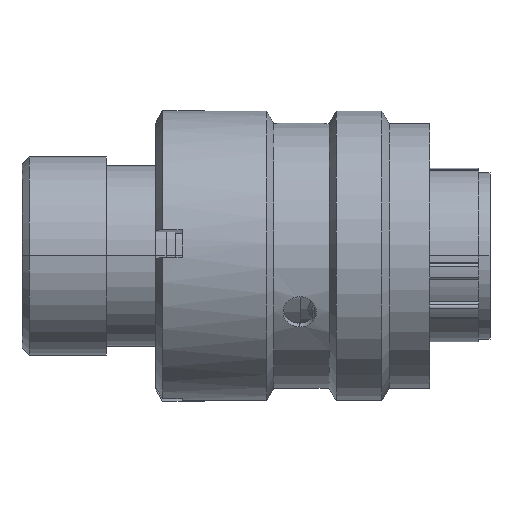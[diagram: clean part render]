
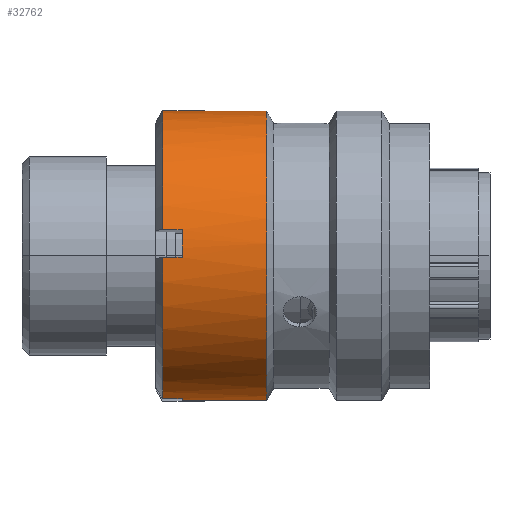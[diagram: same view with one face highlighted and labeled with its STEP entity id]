
A CAD part, top view. The second image highlights one B-rep face of the part: STEP entity #32762.
In plain terms, the highlighted cylindrical face has radius 10.35 mm (diameter 20.7 mm), a partial arc.
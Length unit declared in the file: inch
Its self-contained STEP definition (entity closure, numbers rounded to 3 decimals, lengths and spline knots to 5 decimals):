
#2652 = CYLINDRICAL_SURFACE ( 'NONE', #4261, 0.40748 ) ;
#2653 = FACE_OUTER_BOUND ( 'NONE', #10001, .T. ) ;
#2654 = CARTESIAN_POINT ( 'NONE',  ( 1.14449, 0., 0. ) ) ;
#4261 = AXIS2_PLACEMENT_3D ( 'NONE', #2654, #23781, #23782 ) ;
#5297 = CARTESIAN_POINT ( 'NONE',  ( 0.44961, -0.40077, 0.07362 ) ) ;
#5318 = CARTESIAN_POINT ( 'NONE',  ( 0.44961, -0.40601, 0.03455 ) ) ;
#6869 = EDGE_CURVE ( 'NONE', #30787, #19691, #31455, .T. ) ;
#6870 = EDGE_CURVE ( 'NONE', #45813, #19691, #8385, .T. ) ;
#6871 = EDGE_CURVE ( 'NONE', #19755, #45813, #31462, .T. ) ;
#6872 = EDGE_CURVE ( 'NONE', #19755, #45818, #8371, .T. ) ;
#6873 = EDGE_CURVE ( 'NONE', #45818, #19807, #31468, .T. ) ;
#6874 = EDGE_CURVE ( 'NONE', #19820, #19807, #8391, .T. ) ;
#6875 = EDGE_CURVE ( 'NONE', #45793, #19820, #31472, .T. ) ;
#6876 = EDGE_CURVE ( 'NONE', #45793, #19717, #8463, .T. ) ;
#6877 = EDGE_CURVE ( 'NONE', #19717, #45836, #31474, .T. ) ;
#6878 = EDGE_CURVE ( 'NONE', #30808, #19742, #31481, .T. ) ;
#6879 = EDGE_CURVE ( 'NONE', #30808, #30787, #8459, .T. ) ;
#6881 = EDGE_CURVE ( 'NONE', #45836, #19742, #8460, .T. ) ;
#8367 = VECTOR ( 'NONE', #31479, 39.37008 ) ;
#8368 = VECTOR ( 'NONE', #31466, 39.37008 ) ;
#8370 = AXIS2_PLACEMENT_3D ( 'NONE', #31469, #31470, #31471 ) ;
#8371 = CIRCLE ( 'NONE', #8370, 0.40748 ) ;
#8373 = VECTOR ( 'NONE', #31473, 39.37008 ) ;
#8382 = AXIS2_PLACEMENT_3D ( 'NONE', #31463, #31464, #31465 ) ;
#8385 = CIRCLE ( 'NONE', #8382, 0.40748 ) ;
#8388 = VECTOR ( 'NONE', #31460, 39.37008 ) ;
#8391 = CIRCLE ( 'NONE', #8464, 0.40748 ) ;
#8454 = AXIS2_PLACEMENT_3D ( 'NONE', #31497, #31498, #31499 ) ;
#8457 = AXIS2_PLACEMENT_3D ( 'NONE', #31489, #31490, #31491 ) ;
#8459 = CIRCLE ( 'NONE', #8457, 0.40748 ) ;
#8460 = CIRCLE ( 'NONE', #8454, 0.40748 ) ;
#8461 = AXIS2_PLACEMENT_3D ( 'NONE', #31482, #31483, #31484 ) ;
#8462 = VECTOR ( 'NONE', #31486, 39.37008 ) ;
#8463 = CIRCLE ( 'NONE', #8461, 0.40748 ) ;
#8464 = AXIS2_PLACEMENT_3D ( 'NONE', #31476, #31477, #31478 ) ;
#8465 = VECTOR ( 'NONE', #31488, 39.37008 ) ;
#10001 = EDGE_LOOP ( 'NONE', ( #10469, #10470, #10471, #10472, #10473, #10474, #10475, #10476, #10477, #10478, #10479, #10480 ) ) ;
#10469 = ORIENTED_EDGE ( 'NONE', *, *, #6879, .F. ) ;
#10470 = ORIENTED_EDGE ( 'NONE', *, *, #6878, .T. ) ;
#10471 = ORIENTED_EDGE ( 'NONE', *, *, #6881, .F. ) ;
#10472 = ORIENTED_EDGE ( 'NONE', *, *, #6877, .F. ) ;
#10473 = ORIENTED_EDGE ( 'NONE', *, *, #6876, .F. ) ;
#10474 = ORIENTED_EDGE ( 'NONE', *, *, #6875, .T. ) ;
#10475 = ORIENTED_EDGE ( 'NONE', *, *, #6874, .T. ) ;
#10476 = ORIENTED_EDGE ( 'NONE', *, *, #6873, .F. ) ;
#10477 = ORIENTED_EDGE ( 'NONE', *, *, #6872, .F. ) ;
#10478 = ORIENTED_EDGE ( 'NONE', *, *, #6871, .T. ) ;
#10479 = ORIENTED_EDGE ( 'NONE', *, *, #6870, .T. ) ;
#10480 = ORIENTED_EDGE ( 'NONE', *, *, #6869, .F. ) ;
#19691 = VERTEX_POINT ( 'NONE', #20543 ) ;
#19717 = VERTEX_POINT ( 'NONE', #20569 ) ;
#19742 = VERTEX_POINT ( 'NONE', #20594 ) ;
#19755 = VERTEX_POINT ( 'NONE', #20607 ) ;
#19807 = VERTEX_POINT ( 'NONE', #20659 ) ;
#19820 = VERTEX_POINT ( 'NONE', #20672 ) ;
#20543 = CARTESIAN_POINT ( 'NONE',  ( 0.39449, -0.40077, 0.07362 ) ) ;
#20569 = CARTESIAN_POINT ( 'NONE',  ( 0.44961, 0.40601, -0.03455 ) ) ;
#20594 = CARTESIAN_POINT ( 'NONE',  ( 0.68661, -0.40601, 0.03455 ) ) ;
#20607 = CARTESIAN_POINT ( 'NONE',  ( 0.44961, -0.00484, 0.40745 ) ) ;
#20659 = CARTESIAN_POINT ( 'NONE',  ( 0.39449, 0.07362, 0.40077 ) ) ;
#20672 = CARTESIAN_POINT ( 'NONE',  ( 0.39449, 0.40745, 0.00484 ) ) ;
#23781 = DIRECTION ( 'NONE',  ( 1., 0., 0. ) ) ;
#23782 = DIRECTION ( 'NONE',  ( 0., 0.996, -0.085 ) ) ;
#30787 = VERTEX_POINT ( 'NONE', #5297 ) ;
#30808 = VERTEX_POINT ( 'NONE', #5318 ) ;
#31450 = CARTESIAN_POINT ( 'NONE',  ( 0.44961, -0.40077, 0.07362 ) ) ;
#31455 = LINE ( 'NONE', #31450, #8388 ) ;
#31459 = CARTESIAN_POINT ( 'NONE',  ( 0.44961, -0.00484, 0.40745 ) ) ;
#31460 = DIRECTION ( 'NONE',  ( -1., 0., 0. ) ) ;
#31461 = CARTESIAN_POINT ( 'NONE',  ( 0.44961, 0.07362, 0.40077 ) ) ;
#31462 = LINE ( 'NONE', #31459, #8368 ) ;
#31463 = CARTESIAN_POINT ( 'NONE',  ( 0.39449, 0., 0. ) ) ;
#31464 = DIRECTION ( 'NONE',  ( 1., 0., 0. ) ) ;
#31465 = DIRECTION ( 'NONE',  ( 0., -0.996, 0.085 ) ) ;
#31466 = DIRECTION ( 'NONE',  ( -1., 0., 0. ) ) ;
#31467 = CARTESIAN_POINT ( 'NONE',  ( 0.44961, 0.40745, 0.00484 ) ) ;
#31468 = LINE ( 'NONE', #31461, #8373 ) ;
#31469 = CARTESIAN_POINT ( 'NONE',  ( 0.44961, 0., 0. ) ) ;
#31470 = DIRECTION ( 'NONE',  ( -1., 0., 0. ) ) ;
#31471 = DIRECTION ( 'NONE',  ( 0., 0.085, 0.996 ) ) ;
#31472 = LINE ( 'NONE', #31467, #8367 ) ;
#31473 = DIRECTION ( 'NONE',  ( -1., 0., 0. ) ) ;
#31474 = LINE ( 'NONE', #31475, #8462 ) ;
#31475 = CARTESIAN_POINT ( 'NONE',  ( 1.14449, 0.40601, -0.03455 ) ) ;
#31476 = CARTESIAN_POINT ( 'NONE',  ( 0.39449, 0., 0. ) ) ;
#31477 = DIRECTION ( 'NONE',  ( 1., 0., 0. ) ) ;
#31478 = DIRECTION ( 'NONE',  ( 0., -0.996, 0.085 ) ) ;
#31479 = DIRECTION ( 'NONE',  ( -1., 0., 0. ) ) ;
#31481 = LINE ( 'NONE', #31487, #8465 ) ;
#31482 = CARTESIAN_POINT ( 'NONE',  ( 0.44961, 0., 0. ) ) ;
#31483 = DIRECTION ( 'NONE',  ( -1., 0., 0. ) ) ;
#31484 = DIRECTION ( 'NONE',  ( 0., 0.085, 0.996 ) ) ;
#31486 = DIRECTION ( 'NONE',  ( 1., 0., 0. ) ) ;
#31487 = CARTESIAN_POINT ( 'NONE',  ( 1.14449, -0.40601, 0.03455 ) ) ;
#31488 = DIRECTION ( 'NONE',  ( 1., 0., 0. ) ) ;
#31489 = CARTESIAN_POINT ( 'NONE',  ( 0.44961, 0., 0. ) ) ;
#31490 = DIRECTION ( 'NONE',  ( -1., 0., 0. ) ) ;
#31491 = DIRECTION ( 'NONE',  ( 0., 0.085, 0.996 ) ) ;
#31497 = CARTESIAN_POINT ( 'NONE',  ( 0.68661, 0., 0. ) ) ;
#31498 = DIRECTION ( 'NONE',  ( 1., 0., 0. ) ) ;
#31499 = DIRECTION ( 'NONE',  ( 0., 0.996, -0.085 ) ) ;
#32762 = ADVANCED_FACE ( 'NONE', ( #2653 ), #2652, .T. ) ;
#37685 = CARTESIAN_POINT ( 'NONE',  ( 0.44961, 0.40745, 0.00484 ) ) ;
#37730 = CARTESIAN_POINT ( 'NONE',  ( 0.39449, -0.00484, 0.40745 ) ) ;
#37744 = CARTESIAN_POINT ( 'NONE',  ( 0.44961, 0.07362, 0.40077 ) ) ;
#37782 = CARTESIAN_POINT ( 'NONE',  ( 0.68661, 0.40601, -0.03455 ) ) ;
#45793 = VERTEX_POINT ( 'NONE', #37685 ) ;
#45813 = VERTEX_POINT ( 'NONE', #37730 ) ;
#45818 = VERTEX_POINT ( 'NONE', #37744 ) ;
#45836 = VERTEX_POINT ( 'NONE', #37782 ) ;
